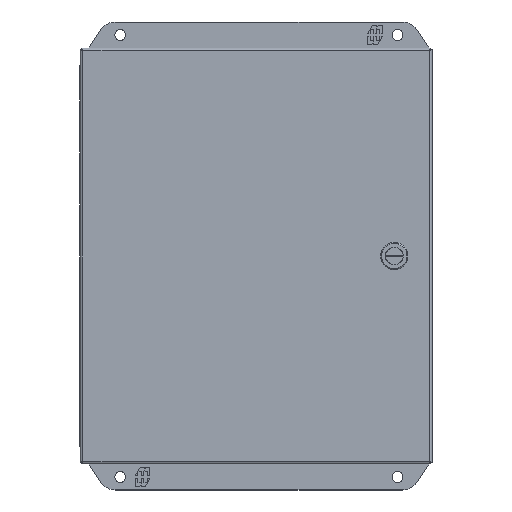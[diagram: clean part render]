
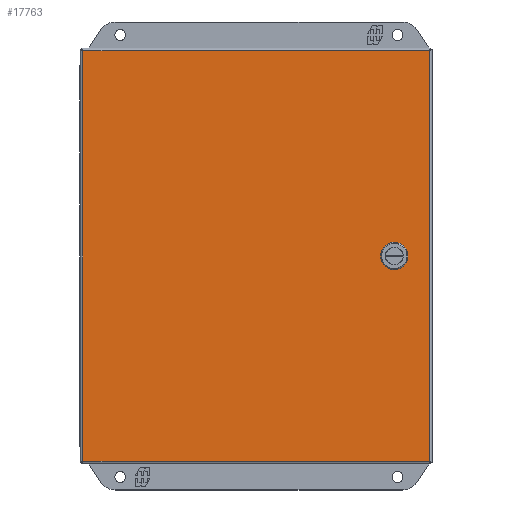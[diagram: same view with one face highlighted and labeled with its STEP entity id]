
A CAD part, front view. The second image highlights one B-rep face of the part: STEP entity #17763.
In plain terms, the highlighted planar face has unit normal (0, -1, 0).
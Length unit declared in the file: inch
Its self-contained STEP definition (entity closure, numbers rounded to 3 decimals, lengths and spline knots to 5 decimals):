
#253 = LINE ( 'NONE', #23271, #7232 ) ;
#276 = EDGE_CURVE ( 'NONE', #14268, #9202, #15475, .T. ) ;
#375 = EDGE_CURVE ( 'NONE', #19036, #15648, #4392, .T. ) ;
#385 = ORIENTED_EDGE ( 'NONE', *, *, #22874, .F. ) ;
#640 = CARTESIAN_POINT ( 'NONE',  ( 4.91268, -5.61133, 5.914 ) ) ;
#934 = ORIENTED_EDGE ( 'NONE', *, *, #375, .F. ) ;
#987 = VERTEX_POINT ( 'NONE', #2923 ) ;
#1114 = LINE ( 'NONE', #7041, #19631 ) ;
#1294 = CARTESIAN_POINT ( 'NONE',  ( 4.23768, -5.61133, 0.07559 ) ) ;
#1465 = CARTESIAN_POINT ( 'NONE',  ( 3.83109, -5.61133, -0.331 ) ) ;
#2001 = CARTESIAN_POINT ( 'NONE',  ( -5.07332, -5.61133, -5.914 ) ) ;
#2561 = VECTOR ( 'NONE', #2623, 39.37008 ) ;
#2623 = DIRECTION ( 'NONE',  ( 1., 0., 0. ) ) ;
#2923 = CARTESIAN_POINT ( 'NONE',  ( 4.23768, -5.61133, -0.07559 ) ) ;
#2988 = VECTOR ( 'NONE', #7758, 39.37008 ) ;
#3005 = DIRECTION ( 'NONE',  ( -1., 0., 0. ) ) ;
#3055 = DIRECTION ( 'NONE',  ( 0., 0., 1. ) ) ;
#3192 = VERTEX_POINT ( 'NONE', #12490 ) ;
#3789 = VECTOR ( 'NONE', #9524, 39.37008 ) ;
#3838 = VERTEX_POINT ( 'NONE', #24881 ) ;
#4392 = LINE ( 'NONE', #12063, #2561 ) ;
#4989 = FACE_BOUND ( 'NONE', #24390, .T. ) ;
#5611 = DIRECTION ( 'NONE',  ( -0.707, 0., -0.707 ) ) ;
#5625 = CARTESIAN_POINT ( 'NONE',  ( 3.83109, -5.61133, -0.331 ) ) ;
#6287 = LINE ( 'NONE', #15963, #18926 ) ;
#6945 = VERTEX_POINT ( 'NONE', #19637 ) ;
#6970 = AXIS2_PLACEMENT_3D ( 'NONE', #8890, #13041, #11032 ) ;
#6992 = VECTOR ( 'NONE', #12625, 39.37008 ) ;
#7041 = CARTESIAN_POINT ( 'NONE',  ( 3.83109, -5.61133, 0.331 ) ) ;
#7232 = VECTOR ( 'NONE', #8064, 39.37008 ) ;
#7347 = EDGE_CURVE ( 'NONE', #9202, #24513, #6287, .T. ) ;
#7445 = VECTOR ( 'NONE', #3055, 39.37008 ) ;
#7758 = DIRECTION ( 'NONE',  ( -1., 0., 0. ) ) ;
#7945 = ORIENTED_EDGE ( 'NONE', *, *, #18193, .F. ) ;
#8064 = DIRECTION ( 'NONE',  ( -0.707, 0., 0.707 ) ) ;
#8668 = ORIENTED_EDGE ( 'NONE', *, *, #276, .T. ) ;
#8812 = VERTEX_POINT ( 'NONE', #23319 ) ;
#8890 = CARTESIAN_POINT ( 'NONE',  ( -5.07332, -5.61133, -5.914 ) ) ;
#9202 = VERTEX_POINT ( 'NONE', #13873 ) ;
#9256 = LINE ( 'NONE', #19292, #20360 ) ;
#9284 = CARTESIAN_POINT ( 'NONE',  ( 3.98226, -5.61133, -0.331 ) ) ;
#9313 = VERTEX_POINT ( 'NONE', #640 ) ;
#9524 = DIRECTION ( 'NONE',  ( 0.707, 0., -0.707 ) ) ;
#9680 = CARTESIAN_POINT ( 'NONE',  ( 4.91268, -5.61133, -5.914 ) ) ;
#9818 = VECTOR ( 'NONE', #12374, 39.37008 ) ;
#10214 = VECTOR ( 'NONE', #21128, 39.37008 ) ;
#11032 = DIRECTION ( 'NONE',  ( 0., 0., -1. ) ) ;
#11163 = LINE ( 'NONE', #18820, #2988 ) ;
#11176 = EDGE_CURVE ( 'NONE', #987, #21183, #21929, .T. ) ;
#11554 = ORIENTED_EDGE ( 'NONE', *, *, #21000, .F. ) ;
#11856 = EDGE_LOOP ( 'NONE', ( #16751, #22146, #8668, #15903 ) ) ;
#12063 = CARTESIAN_POINT ( 'NONE',  ( 3.98226, -5.61133, -0.331 ) ) ;
#12315 = ORIENTED_EDGE ( 'NONE', *, *, #22294, .F. ) ;
#12374 = DIRECTION ( 'NONE',  ( 0.707, 0., 0.707 ) ) ;
#12490 = CARTESIAN_POINT ( 'NONE',  ( 3.57568, -5.61133, -0.07559 ) ) ;
#12625 = DIRECTION ( 'NONE',  ( 0., 0., 1. ) ) ;
#13041 = DIRECTION ( 'NONE',  ( 0., -1., 0. ) ) ;
#13234 = CARTESIAN_POINT ( 'NONE',  ( 3.57568, -5.61133, -0.07559 ) ) ;
#13591 = DIRECTION ( 'NONE',  ( 1., 0., 0. ) ) ;
#13873 = CARTESIAN_POINT ( 'NONE',  ( -5.07332, -5.61133, -5.914 ) ) ;
#14268 = VERTEX_POINT ( 'NONE', #19710 ) ;
#15425 = ORIENTED_EDGE ( 'NONE', *, *, #11176, .F. ) ;
#15475 = LINE ( 'NONE', #2001, #10214 ) ;
#15648 = VERTEX_POINT ( 'NONE', #9284 ) ;
#15903 = ORIENTED_EDGE ( 'NONE', *, *, #7347, .T. ) ;
#15963 = CARTESIAN_POINT ( 'NONE',  ( -5.07332, -5.61133, -5.914 ) ) ;
#16197 = CARTESIAN_POINT ( 'NONE',  ( 4.23768, -5.61133, 0.07559 ) ) ;
#16751 = ORIENTED_EDGE ( 'NONE', *, *, #18164, .T. ) ;
#16776 = CARTESIAN_POINT ( 'NONE',  ( 4.23768, -5.61133, -0.07559 ) ) ;
#17763 = ADVANCED_FACE ( 'NONE', ( #4989, #18560 ), #22453, .T. ) ;
#17930 = EDGE_CURVE ( 'NONE', #3192, #19036, #22836, .T. ) ;
#18164 = EDGE_CURVE ( 'NONE', #24513, #9313, #20164, .T. ) ;
#18193 = EDGE_CURVE ( 'NONE', #15648, #987, #22043, .T. ) ;
#18560 = FACE_OUTER_BOUND ( 'NONE', #11856, .T. ) ;
#18820 = CARTESIAN_POINT ( 'NONE',  ( -5.07332, -5.61133, 5.914 ) ) ;
#18881 = LINE ( 'NONE', #13234, #21593 ) ;
#18926 = VECTOR ( 'NONE', #13591, 39.37008 ) ;
#19036 = VERTEX_POINT ( 'NONE', #1465 ) ;
#19081 = EDGE_CURVE ( 'NONE', #9313, #14268, #11163, .T. ) ;
#19292 = CARTESIAN_POINT ( 'NONE',  ( 3.57568, -5.61133, 0.07559 ) ) ;
#19631 = VECTOR ( 'NONE', #3005, 39.37008 ) ;
#19637 = CARTESIAN_POINT ( 'NONE',  ( 3.98226, -5.61133, 0.331 ) ) ;
#19710 = CARTESIAN_POINT ( 'NONE',  ( -5.07332, -5.61133, 5.914 ) ) ;
#19760 = EDGE_CURVE ( 'NONE', #8812, #3192, #18881, .T. ) ;
#20027 = ORIENTED_EDGE ( 'NONE', *, *, #17930, .F. ) ;
#20164 = LINE ( 'NONE', #20409, #6992 ) ;
#20360 = VECTOR ( 'NONE', #5611, 39.37008 ) ;
#20409 = CARTESIAN_POINT ( 'NONE',  ( 4.91268, -5.61133, -5.914 ) ) ;
#20901 = DIRECTION ( 'NONE',  ( 0., 0., -1. ) ) ;
#21000 = EDGE_CURVE ( 'NONE', #6945, #3838, #1114, .T. ) ;
#21128 = DIRECTION ( 'NONE',  ( 0., 0., -1. ) ) ;
#21183 = VERTEX_POINT ( 'NONE', #16197 ) ;
#21593 = VECTOR ( 'NONE', #20901, 39.37008 ) ;
#21929 = LINE ( 'NONE', #1294, #7445 ) ;
#22043 = LINE ( 'NONE', #16776, #9818 ) ;
#22146 = ORIENTED_EDGE ( 'NONE', *, *, #19081, .T. ) ;
#22294 = EDGE_CURVE ( 'NONE', #21183, #6945, #253, .T. ) ;
#22453 = PLANE ( 'NONE',  #6970 ) ;
#22836 = LINE ( 'NONE', #5625, #3789 ) ;
#22874 = EDGE_CURVE ( 'NONE', #3838, #8812, #9256, .T. ) ;
#23271 = CARTESIAN_POINT ( 'NONE',  ( 3.98226, -5.61133, 0.331 ) ) ;
#23319 = CARTESIAN_POINT ( 'NONE',  ( 3.57568, -5.61133, 0.07559 ) ) ;
#23579 = ORIENTED_EDGE ( 'NONE', *, *, #19760, .F. ) ;
#24390 = EDGE_LOOP ( 'NONE', ( #934, #20027, #23579, #385, #11554, #12315, #15425, #7945 ) ) ;
#24513 = VERTEX_POINT ( 'NONE', #9680 ) ;
#24881 = CARTESIAN_POINT ( 'NONE',  ( 3.83109, -5.61133, 0.331 ) ) ;
